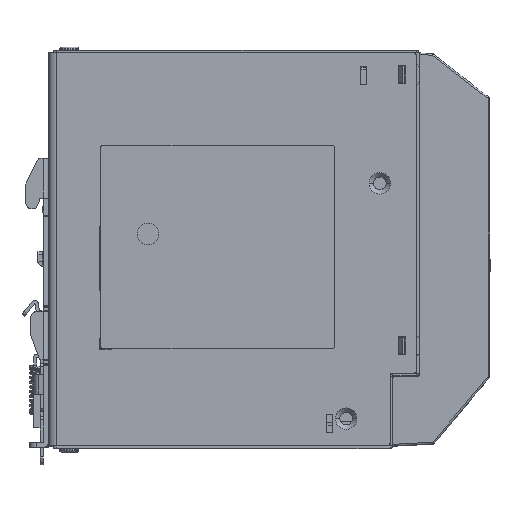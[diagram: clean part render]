
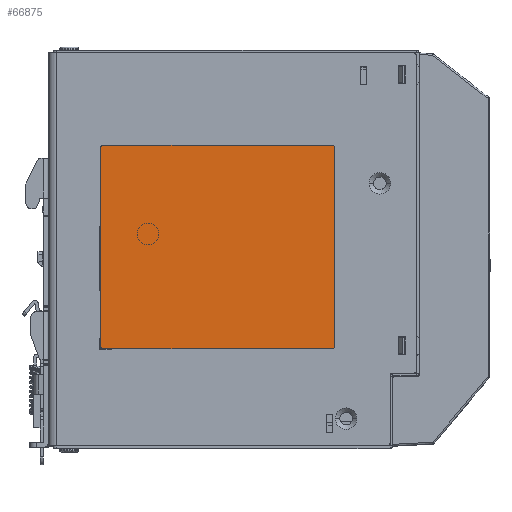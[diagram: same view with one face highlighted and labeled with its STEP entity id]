
A CAD part, top view. The second image highlights one B-rep face of the part: STEP entity #66875.
In plain terms, the highlighted planar face has unit normal (0, 0, 1).
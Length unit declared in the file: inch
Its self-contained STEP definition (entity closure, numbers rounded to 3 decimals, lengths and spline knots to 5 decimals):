
#314 = VECTOR ( 'NONE', #136781, 39.37008 ) ;
#923 = DIRECTION ( 'NONE',  ( 0., -1., 0. ) ) ;
#1177 = EDGE_CURVE ( 'NONE', #25834, #44725, #13815, .T. ) ;
#1936 = CARTESIAN_POINT ( 'NONE',  ( 3.5, 1.16929, 0.01083 ) ) ;
#4248 = CARTESIAN_POINT ( 'NONE',  ( 3.5, 3.59055, 0.01083 ) ) ;
#7080 = VERTEX_POINT ( 'NONE', #96503 ) ;
#8967 = LINE ( 'NONE', #11369, #123722 ) ;
#10565 = CARTESIAN_POINT ( 'NONE',  ( 3.5, 3.62992, 0.01083 ) ) ;
#11369 = CARTESIAN_POINT ( 'NONE',  ( 0.66535, 1.12992, 0.01083 ) ) ;
#11392 = DIRECTION ( 'NONE',  ( 0., 0., 1. ) ) ;
#13222 = EDGE_CURVE ( 'NONE', #64877, #25834, #122568, .T. ) ;
#13815 = LINE ( 'NONE', #60566, #314 ) ;
#19833 = VERTEX_POINT ( 'NONE', #157992 ) ;
#23582 = DIRECTION ( 'NONE',  ( 0., 0., 1. ) ) ;
#25118 = VERTEX_POINT ( 'NONE', #75862 ) ;
#25834 = VERTEX_POINT ( 'NONE', #46313 ) ;
#29123 = DIRECTION ( 'NONE',  ( 0., 0., 1. ) ) ;
#29570 = CARTESIAN_POINT ( 'NONE',  ( 0.66535, 3.62992, 0.01083 ) ) ;
#30737 = AXIS2_PLACEMENT_3D ( 'NONE', #10565, #23582, #33482 ) ;
#33430 = DIRECTION ( 'NONE',  ( 0., 0., 1. ) ) ;
#33482 = DIRECTION ( 'NONE',  ( 1., 0., 0. ) ) ;
#34238 = DIRECTION ( 'NONE',  ( 1., 0., 0. ) ) ;
#37039 = CARTESIAN_POINT ( 'NONE',  ( 0.62598, 1.16929, 0.01083 ) ) ;
#42140 = ORIENTED_EDGE ( 'NONE', *, *, #76043, .T. ) ;
#42502 = EDGE_CURVE ( 'NONE', #47964, #57386, #72885, .T. ) ;
#43227 = CARTESIAN_POINT ( 'NONE',  ( 3.46063, 3.59055, 0.01083 ) ) ;
#43497 = VECTOR ( 'NONE', #923, 39.37008 ) ;
#44725 = VERTEX_POINT ( 'NONE', #29570 ) ;
#46313 = CARTESIAN_POINT ( 'NONE',  ( 3.46063, 3.62992, 0.01083 ) ) ;
#46582 = PLANE ( 'NONE',  #30737 ) ;
#47964 = VERTEX_POINT ( 'NONE', #105398 ) ;
#50243 = ORIENTED_EDGE ( 'NONE', *, *, #55237, .T. ) ;
#51791 = DIRECTION ( 'NONE',  ( 0., 1., 0. ) ) ;
#55237 = EDGE_CURVE ( 'NONE', #25118, #19833, #105496, .T. ) ;
#56206 = CARTESIAN_POINT ( 'NONE',  ( 3.46063, 1.16929, 0.01083 ) ) ;
#57386 = VERTEX_POINT ( 'NONE', #37039 ) ;
#58069 = AXIS2_PLACEMENT_3D ( 'NONE', #122617, #29123, #92138 ) ;
#58948 = CARTESIAN_POINT ( 'NONE',  ( 0.66535, 3.59055, 0.01083 ) ) ;
#60566 = CARTESIAN_POINT ( 'NONE',  ( 3.46063, 3.62992, 0.01083 ) ) ;
#64877 = VERTEX_POINT ( 'NONE', #4248 ) ;
#66875 = ADVANCED_FACE ( 'NONE', ( #67111 ), #46582, .T. ) ;
#67111 = FACE_OUTER_BOUND ( 'NONE', #98000, .T. ) ;
#72885 = LINE ( 'NONE', #148342, #43497 ) ;
#75862 = CARTESIAN_POINT ( 'NONE',  ( 3.46063, 1.12992, 0.01083 ) ) ;
#76043 = EDGE_CURVE ( 'NONE', #44725, #47964, #82439, .T. ) ;
#76751 = AXIS2_PLACEMENT_3D ( 'NONE', #56206, #117561, #140636 ) ;
#78781 = VECTOR ( 'NONE', #51791, 39.37008 ) ;
#82439 = CIRCLE ( 'NONE', #103336, 0.03937 ) ;
#86670 = ORIENTED_EDGE ( 'NONE', *, *, #1177, .T. ) ;
#88620 = AXIS2_PLACEMENT_3D ( 'NONE', #43227, #33430, #34238 ) ;
#88924 = EDGE_CURVE ( 'NONE', #7080, #25118, #8967, .T. ) ;
#92138 = DIRECTION ( 'NONE',  ( -1., 0., 0. ) ) ;
#96503 = CARTESIAN_POINT ( 'NONE',  ( 0.66535, 1.12992, 0.01083 ) ) ;
#98000 = EDGE_LOOP ( 'NONE', ( #86670, #42140, #100267, #135395, #140993, #50243, #160439, #135576 ) ) ;
#100267 = ORIENTED_EDGE ( 'NONE', *, *, #42502, .T. ) ;
#103336 = AXIS2_PLACEMENT_3D ( 'NONE', #58948, #11392, #122803 ) ;
#105025 = CIRCLE ( 'NONE', #58069, 0.03937 ) ;
#105398 = CARTESIAN_POINT ( 'NONE',  ( 0.62598, 3.59055, 0.01083 ) ) ;
#105496 = CIRCLE ( 'NONE', #76751, 0.03937 ) ;
#117561 = DIRECTION ( 'NONE',  ( 0., 0., 1. ) ) ;
#122568 = CIRCLE ( 'NONE', #88620, 0.03937 ) ;
#122617 = CARTESIAN_POINT ( 'NONE',  ( 0.66535, 1.16929, 0.01083 ) ) ;
#122803 = DIRECTION ( 'NONE',  ( 0., 1., 0. ) ) ;
#123722 = VECTOR ( 'NONE', #148983, 39.37008 ) ;
#135395 = ORIENTED_EDGE ( 'NONE', *, *, #147590, .T. ) ;
#135576 = ORIENTED_EDGE ( 'NONE', *, *, #13222, .T. ) ;
#136781 = DIRECTION ( 'NONE',  ( -1., 0., 0. ) ) ;
#136884 = EDGE_CURVE ( 'NONE', #19833, #64877, #138651, .T. ) ;
#138651 = LINE ( 'NONE', #1936, #78781 ) ;
#140636 = DIRECTION ( 'NONE',  ( 0., -1., 0. ) ) ;
#140993 = ORIENTED_EDGE ( 'NONE', *, *, #88924, .T. ) ;
#147590 = EDGE_CURVE ( 'NONE', #57386, #7080, #105025, .T. ) ;
#148342 = CARTESIAN_POINT ( 'NONE',  ( 0.62598, 3.59055, 0.01083 ) ) ;
#148983 = DIRECTION ( 'NONE',  ( 1., 0., 0. ) ) ;
#157992 = CARTESIAN_POINT ( 'NONE',  ( 3.5, 1.16929, 0.01083 ) ) ;
#160439 = ORIENTED_EDGE ( 'NONE', *, *, #136884, .T. ) ;
